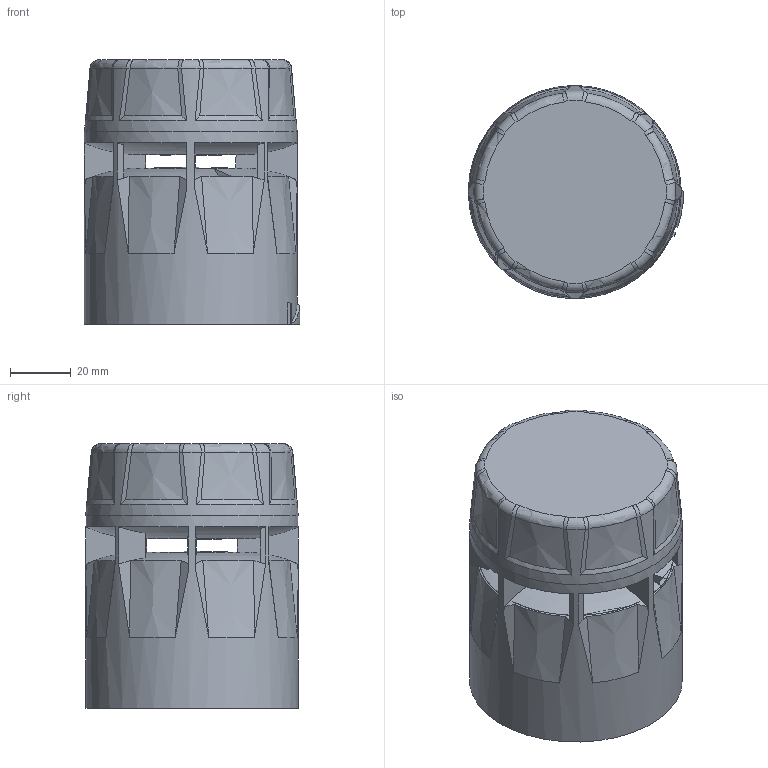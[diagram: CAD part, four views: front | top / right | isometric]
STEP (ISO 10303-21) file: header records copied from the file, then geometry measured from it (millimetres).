
FILE_DESCRIPTION(/* description */ (''),/* implementation_level */ '2;1');
FILE_NAME(/* name */ 'v2PC7TD_AuerSignal_910530405.stp',/* time_stamp */ '2021-05-19T16:54:08+02:00',/* author */ (''),/* organization */ (''),/* preprocessor_version */ 'ST-DEVELOPER v16',/* originating_system */ 'SIEMENS PLM Software NX 10.0',/* authorisation */ '');
FILE_SCHEMA (('AUTOMOTIVE_DESIGN { 1 0 10303 214 3 1 1 1 }'));
Length unit declared in the file: millimetre
Products named in the file (1): P.Ge43C8EDE4cw79
Bounding box: 70.8 x 69.98 x 87.05 mm (x, y, z)
Volume: 262524.5 mm3; surface area: 34618.8 mm2
Topology: 1 solids, 1 shells, 158 faces, 519 edges, 354 vertices
Faces by surface type: bspline 49, plane 40, cone 32, torus 16, cylinder 12, revolution 9
Full cylindrical faces by diameter (mm): 62.8 x1, 70 x1
Entity records: 9557 total; most frequent: CARTESIAN_POINT 5796, ORIENTED_EDGE 982, EDGE_CURVE 491, DIRECTION 485, VERTEX_POINT 341, B_SPLINE_CURVE_WITH_KNOTS 338, AXIS2_PLACEMENT_3D 214, EDGE_LOOP 176
